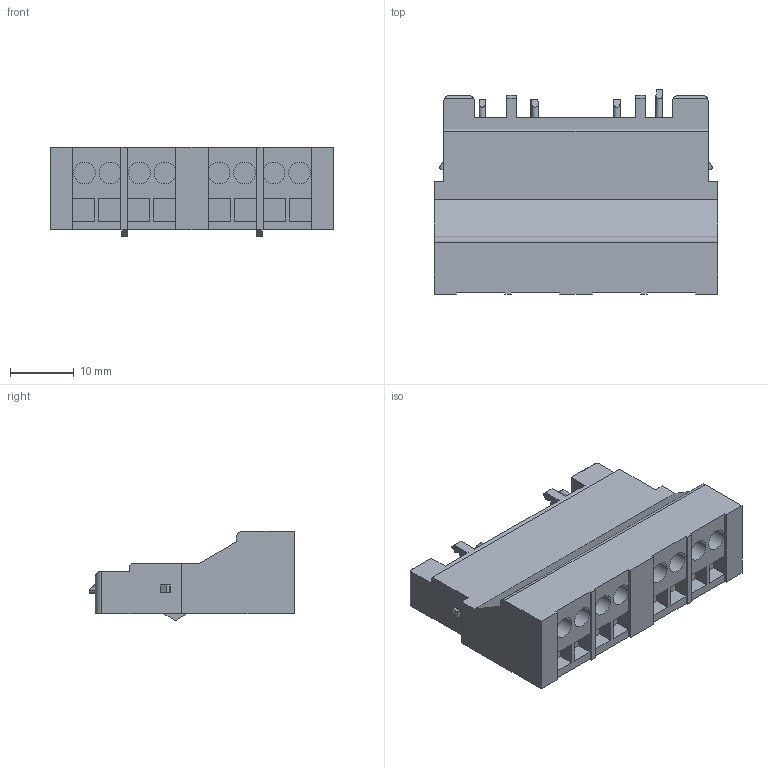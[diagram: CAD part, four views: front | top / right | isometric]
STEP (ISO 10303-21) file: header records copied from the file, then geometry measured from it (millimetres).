
FILE_DESCRIPTION((''),'2;1');
FILE_NAME('ASM0001_SW0001','2011-03-23T',('MCordero'),(''),'PRO/ENGINEER BY PARAMETRIC TECHNOLOGY CORPORATION, 2006170','PRO/ENGINEER BY PARAMETRIC TECHNOLOGY CORPORATION, 2006170','');
FILE_SCHEMA(('CONFIG_CONTROL_DESIGN'));
Length unit declared in the file: millimetre
Products named in the file (1): ASM0001_SW0001
Bounding box: 44.5 x 32.1 x 14 mm (x, y, z)
Volume: 11579.1 mm3; surface area: 4883.2 mm2
Topology: 1 solids, 3 shells, 177 faces, 516 edges, 355 vertices
Faces by surface type: plane 126, cylinder 51
Entity records: 6077 total; most frequent: CARTESIAN_POINT 1227, ORIENTED_EDGE 1024, DIRECTION 992, EDGE_CURVE 512, VERTEX_POINT 353, VECTOR 352, LINE 352, AXIS2_PLACEMENT_3D 320
